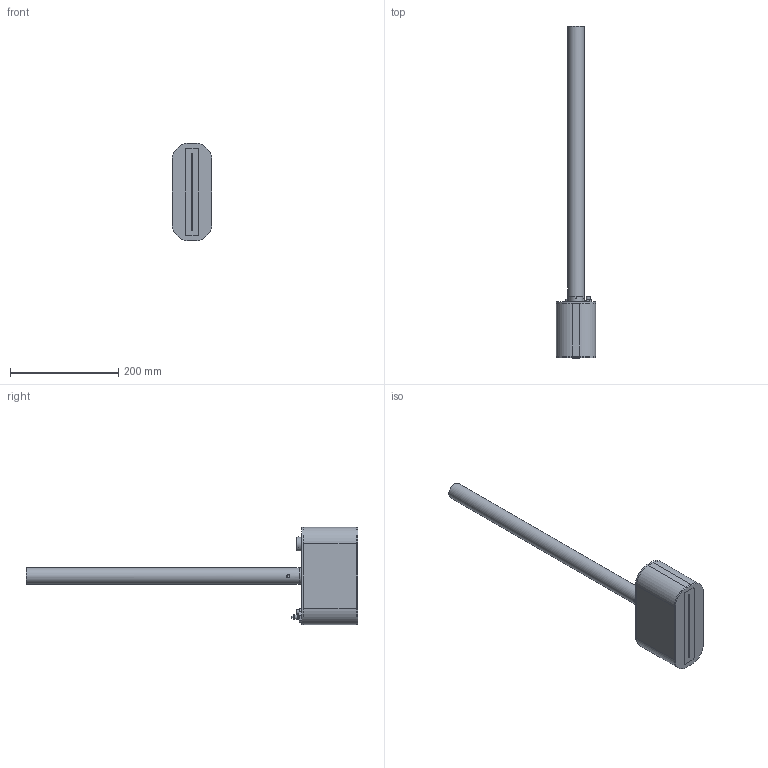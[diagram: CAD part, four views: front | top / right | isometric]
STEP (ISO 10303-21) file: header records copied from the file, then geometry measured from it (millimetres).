
FILE_DESCRIPTION(/* description */ (''),/* implementation_level */ '2;1');
FILE_NAME(/* name */ '32 DOT WITH TUBE MOUNT.stp',/* time_stamp */ '2024-12-12T12:39:53-05:00',/* author */ ('ddeah'),/* organization */ (''),/* preprocessor_version */ 'ST-DEVELOPER v19',/* originating_system */ 'Autodesk Inventor 2023',/* authorisation */ '');
FILE_SCHEMA (('AUTOMOTIVE_DESIGN { 1 0 10303 214 3 1 1 }'));
Length unit declared in the file: inch
Products named in the file (1): 32 DOT WITH MOUNTING BRACKET
Bounding box: 73 x 613.68 x 180.09 mm (x, y, z)
Volume: 1400820.5 mm3; surface area: 171236.4 mm2
Topology: 2 solids, 4 shells, 200 faces, 359 edges, 238 vertices
Faces by surface type: plane 107, cylinder 89, torus 4
Full cylindrical faces by diameter (mm): 0.76 x3, 0.762 x32, 1.116 x6, 1.27 x13, 2.54 x1, 3.962 x1, 4.928 x2, 6.032 x1, 6.35 x2, 7.62 x2, 7.925 x3, 21.549 x1, 21.641 x1, 22.524 x1, 25.4 x1, 25.781 x1, 25.984 x1, 26.038 x1, 30 x1, 30.48 x1
Entity records: 5318 total; most frequent: CARTESIAN_POINT 1004, DIRECTION 927, ORIENTED_EDGE 718, AXIS2_PLACEMENT_3D 381, EDGE_CURVE 359, EDGE_LOOP 273, VERTEX_POINT 238, FACE_OUTER_BOUND 200
